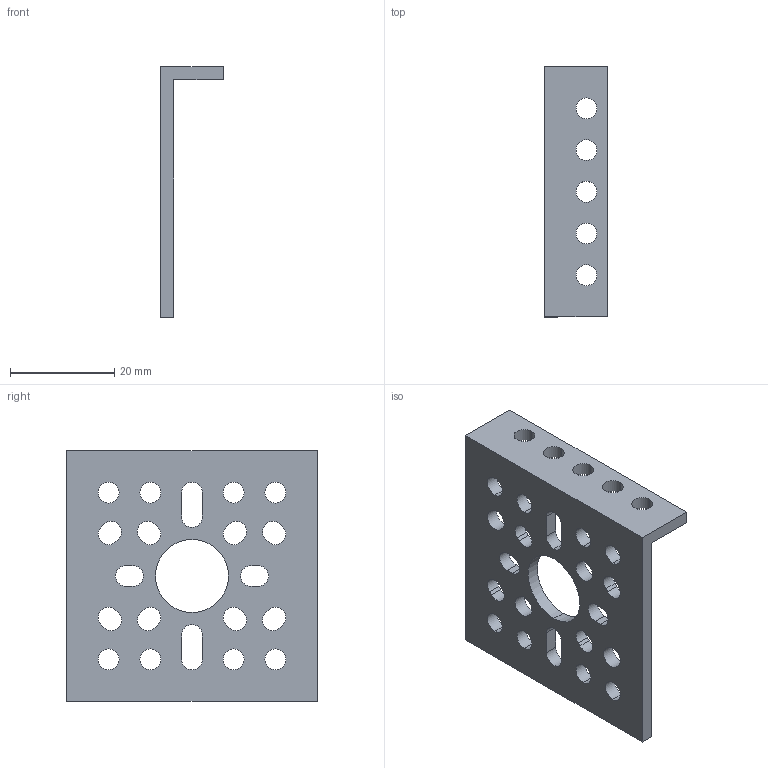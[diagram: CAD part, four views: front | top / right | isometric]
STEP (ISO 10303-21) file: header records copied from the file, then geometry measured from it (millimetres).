
FILE_DESCRIPTION (( 'STEP AP203' ), '1' );
FILE_NAME ('1112-0001-0048 rev1.STEP', '2017-05-05T21:15:23', ( '' ), ( '' ), 'SwSTEP 2.0', 'SolidWorks 2016', '' );
FILE_SCHEMA (( 'CONFIG_CONTROL_DESIGN' ));
Length unit declared in the file: millimetre
Products named in the file (1): 1112-0001-0048 rev1
Bounding box: 12 x 48 x 48 mm (x, y, z)
Volume: 5553.7 mm3; surface area: 5953.8 mm2
Topology: 1 solids, 1 shells, 94 faces, 276 edges, 184 vertices
Faces by surface type: cylinder 62, plane 32
Entity records: 3365 total; most frequent: DIRECTION 590, CARTESIAN_POINT 555, ORIENTED_EDGE 552, EDGE_CURVE 276, AXIS2_PLACEMENT_3D 219, VERTEX_POINT 184, VECTOR 152, LINE 152
